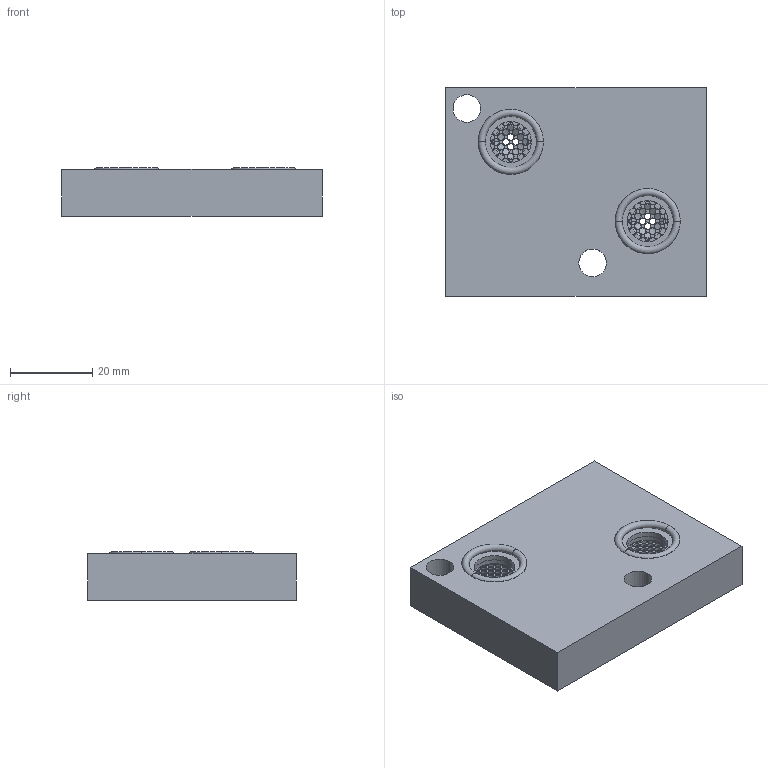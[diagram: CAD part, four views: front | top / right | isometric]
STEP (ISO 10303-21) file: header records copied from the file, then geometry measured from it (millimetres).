
FILE_DESCRIPTION((''),'2;1');
FILE_NAME('ILCM47084203','2018-08-09T',('jdw'),(''),'PRO/ENGINEER BY PARAMETRIC TECHNOLOGY CORPORATION, 2013320','PRO/ENGINEER BY PARAMETRIC TECHNOLOGY CORPORATION, 2013320','');
FILE_SCHEMA(('AUTOMOTIVE_DESIGN { 1 0 10303 214 1 1 1 1 }'));
Length unit declared in the file: inch
Products named in the file (1): ILCM47084203
Bounding box: 63.5 x 50.8 x 11.89 mm (x, y, z)
Volume: 34461.7 mm3; surface area: 10996.5 mm2
Topology: 3 solids, 3 shells, 322 faces, 972 edges, 628 vertices
Faces by surface type: cylinder 284, plane 30, torus 4, cone 4
Entity records: 13651 total; most frequent: DIRECTION 2288, ORIENTED_EDGE 1944, CARTESIAN_POINT 1924, AXIS2_PLACEMENT_3D 994, EDGE_CURVE 972, CIRCLE 672, VERTEX_POINT 628, EDGE_LOOP 458
